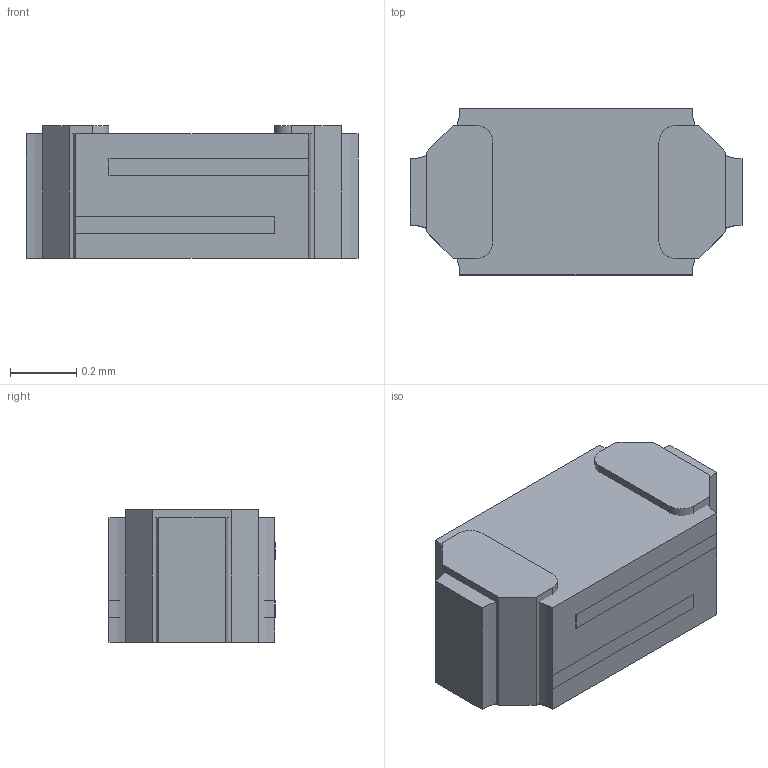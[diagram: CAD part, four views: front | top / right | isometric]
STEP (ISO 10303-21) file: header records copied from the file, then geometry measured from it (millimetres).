
FILE_DESCRIPTION(/* description */ (''),/* implementation_level */ '2;1');
FILE_NAME(/* name */ '1005_polyfuse.stp',/* time_stamp */ '2022-11-03T17:36:59+01:00',/* author */ (''),/* organization */ (''),/* preprocessor_version */ 'ST-DEVELOPER v15.2',/* originating_system */ 'Autodesk Translator Framework v2.0.0.5431',/* authorisation */ '');
FILE_SCHEMA (('AUTOMOTIVE_DESIGN { 1 0 10303 214 3 1 1 }'));
Length unit declared in the file: centimetre
Products named in the file (1): 1005_polyfuse
Bounding box: 1 x 0.5 x 0.4 mm (x, y, z)
Volume: 0.2 mm3; surface area: 5.6 mm2
Topology: 5 solids, 5 shells, 50 faces, 124 edges, 80 vertices
Faces by surface type: plane 42, cylinder 8
Entity records: 1488 total; most frequent: CARTESIAN_POINT 255, ORIENTED_EDGE 248, DIRECTION 242, EDGE_CURVE 124, LINE 108, VECTOR 108, VERTEX_POINT 80, AXIS2_PLACEMENT_3D 67
